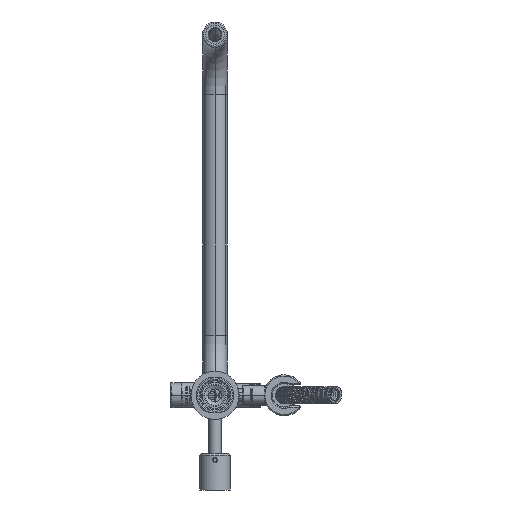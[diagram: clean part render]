
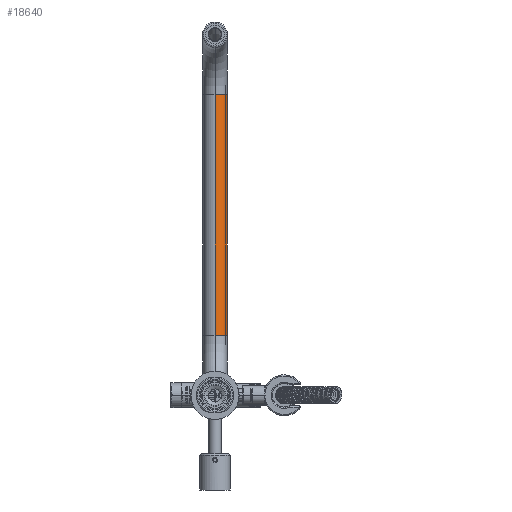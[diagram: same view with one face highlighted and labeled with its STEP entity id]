
A CAD part, front view. The second image highlights one B-rep face of the part: STEP entity #18640.
In plain terms, the highlighted cylindrical face has radius 10 mm (diameter 20 mm), a partial arc.
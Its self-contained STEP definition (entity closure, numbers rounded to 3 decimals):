
#16472=DIRECTION('',(0.,0.,1.));
#16473=VECTOR('',#16472,200.);
#16474=CARTESIAN_POINT('',(0.,1160.,50.));
#16475=LINE('',#16474,#16473);
#16514=CARTESIAN_POINT('',(0.,1150.,50.));
#16515=DIRECTION('',(0.,0.,1.));
#16516=DIRECTION('',(0.,-1.,0.));
#16517=AXIS2_PLACEMENT_3D('',#16514,#16515,#16516);
#16519=DIRECTION('',(0.,0.,1.));
#16520=VECTOR('',#16519,200.);
#16521=CARTESIAN_POINT('',(0.,1140.,50.));
#16522=LINE('',#16521,#16520);
#16523=CARTESIAN_POINT('',(0.,1150.,250.));
#16524=DIRECTION('',(0.,0.,1.));
#16525=DIRECTION('',(0.,-1.,0.));
#16526=AXIS2_PLACEMENT_3D('',#16523,#16524,#16525);
#17931=CARTESIAN_POINT('',(0.,1140.,50.));
#17932=CARTESIAN_POINT('',(0.,1160.,50.));
#17933=VERTEX_POINT('',#17931);
#17934=VERTEX_POINT('',#17932);
#17939=CARTESIAN_POINT('',(0.,1140.,250.));
#17940=CARTESIAN_POINT('',(0.,1160.,250.));
#17941=VERTEX_POINT('',#17939);
#17942=VERTEX_POINT('',#17940);
#18628=CARTESIAN_POINT('',(0.,1150.,50.));
#18629=DIRECTION('',(0.,0.,1.));
#18630=DIRECTION('',(0.,-1.,0.));
#18631=AXIS2_PLACEMENT_3D('',#18628,#18629,#18630);
#18632=CYLINDRICAL_SURFACE('',#18631,10.);
#18633=ORIENTED_EDGE('',*,*,#18615,.F.);
#18634=ORIENTED_EDGE('',*,*,#18508,.T.);
#18636=ORIENTED_EDGE('',*,*,#18635,.T.);
#18637=ORIENTED_EDGE('',*,*,#18505,.F.);
#18638=EDGE_LOOP('',(#18633,#18634,#18636,#18637));
#18639=FACE_OUTER_BOUND('',#18638,.F.);
#18640=ADVANCED_FACE('',(#18639),#18632,.T.);
#16518=CIRCLE('',#16517,10.);
#16527=CIRCLE('',#16526,10.);
#18505=EDGE_CURVE('',#17934,#17942,#16475,.T.);
#18508=EDGE_CURVE('',#17933,#17941,#16522,.T.);
#18615=EDGE_CURVE('',#17933,#17934,#16518,.T.);
#18635=EDGE_CURVE('',#17941,#17942,#16527,.T.);
